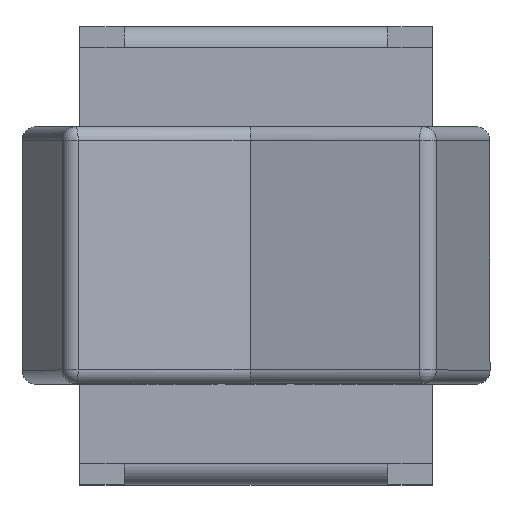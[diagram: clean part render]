
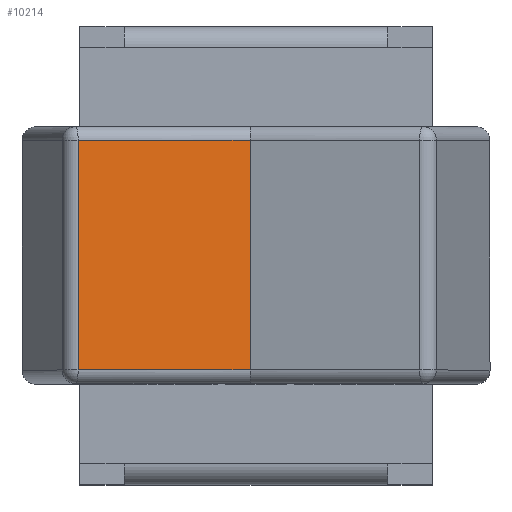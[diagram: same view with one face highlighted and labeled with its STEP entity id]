
A CAD part, top view. The second image highlights one B-rep face of the part: STEP entity #10214.
In plain terms, the highlighted planar face has unit normal (0.174, 0, 0.985).
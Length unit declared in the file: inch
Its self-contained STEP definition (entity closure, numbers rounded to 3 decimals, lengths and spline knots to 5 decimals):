
#256=PLANE('',#10871);
#634=FACE_OUTER_BOUND('',#1248,.T.);
#1248=EDGE_LOOP('',(#7046,#7047,#7048,#7049));
#1913=LINE('',#15252,#3012);
#1918=LINE('',#15271,#3017);
#1919=LINE('',#15275,#3018);
#1920=LINE('',#15276,#3019);
#3012=VECTOR('',#12022,0.3937);
#3017=VECTOR('',#12047,0.3937);
#3018=VECTOR('',#12052,0.3937);
#3019=VECTOR('',#12053,0.3937);
#4432=VERTEX_POINT('',#15248);
#4433=VERTEX_POINT('',#15250);
#4437=VERTEX_POINT('',#15270);
#4438=VERTEX_POINT('',#15274);
#5411=EDGE_CURVE('',#4433,#4432,#1913,.T.);
#5420=EDGE_CURVE('',#4432,#4437,#1918,.T.);
#5422=EDGE_CURVE('',#4433,#4438,#1919,.T.);
#5423=EDGE_CURVE('',#4437,#4438,#1920,.T.);
#7046=ORIENTED_EDGE('',*,*,#5411,.F.);
#7047=ORIENTED_EDGE('',*,*,#5422,.T.);
#7048=ORIENTED_EDGE('',*,*,#5423,.F.);
#7049=ORIENTED_EDGE('',*,*,#5420,.F.);
#10214=ADVANCED_FACE('',(#634),#256,.T.);
#10871=AXIS2_PLACEMENT_3D('',#15273,#12050,#12051);
#12022=DIRECTION('',(-0.985,0.,0.175));
#12047=DIRECTION('',(0.,1.,0.));
#12050=DIRECTION('center_axis',(0.175,0.,0.985));
#12051=DIRECTION('ref_axis',(0.,1.,0.));
#12052=DIRECTION('',(0.,1.,0.));
#12053=DIRECTION('',(0.985,0.,-0.175));
#15248=CARTESIAN_POINT('',(-0.25232,-0.1628,0.88604));
#15250=CARTESIAN_POINT('',(-0.00841,-0.1628,0.84281));
#15252=CARTESIAN_POINT('',(0.00491,-0.1628,0.84045));
#15270=CARTESIAN_POINT('',(-0.25232,0.1628,0.88604));
#15271=CARTESIAN_POINT('',(-0.25232,-0.18248,0.88604));
#15273=CARTESIAN_POINT('Origin',(-0.00841,-0.18248,
0.84281));
#15274=CARTESIAN_POINT('',(-0.00841,0.1628,0.84281));
#15275=CARTESIAN_POINT('',(-0.00841,-0.18248,0.84281));
#15276=CARTESIAN_POINT('',(0.00491,0.1628,0.84045));
